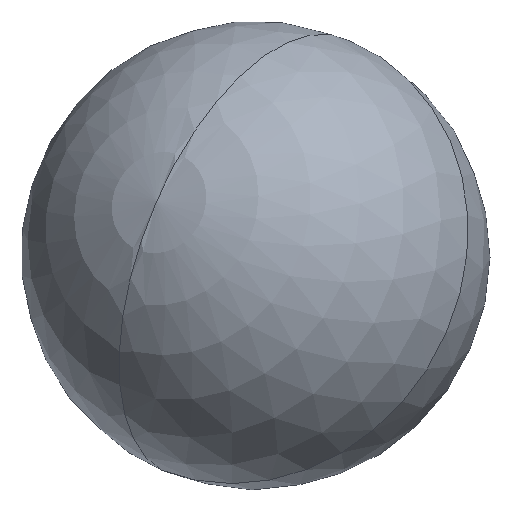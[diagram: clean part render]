
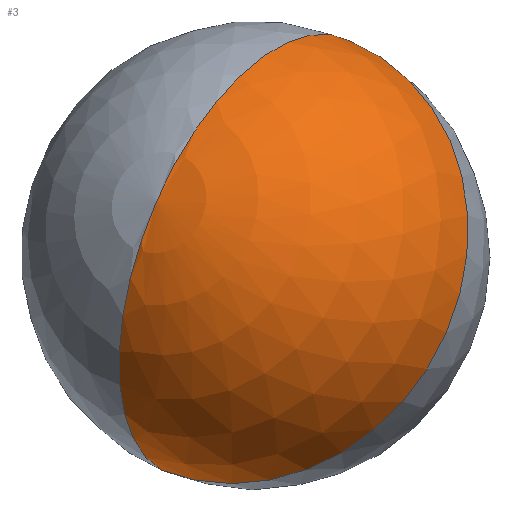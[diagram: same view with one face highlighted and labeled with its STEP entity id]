
A CAD part, isometric view. The second image highlights one B-rep face of the part: STEP entity #3.
In plain terms, the highlighted spherical face has radius 6 mm.
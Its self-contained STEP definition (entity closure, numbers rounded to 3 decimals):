
#3 = ADVANCED_FACE ( 'NONE', ( #132 ), #75, .T. ) ;
#10 = AXIS2_PLACEMENT_3D ( 'NONE', #155, #30, #157 ) ;
#18 = DIRECTION ( 'NONE',  ( -0.71, -0.114, 0.695 ) ) ;
#30 = DIRECTION ( 'NONE',  ( -0.71, -0.114, 0.695 ) ) ;
#37 = AXIS2_PLACEMENT_3D ( 'NONE', #48, #76, #18 ) ;
#47 = CIRCLE ( 'NONE', #10, 6. ) ;
#48 = CARTESIAN_POINT ( 'NONE',  ( -5., -16.3, 5. ) ) ;
#56 = DIRECTION ( 'NONE',  ( 0.71, 0.114, -0.695 ) ) ;
#75 = SPHERICAL_SURFACE ( 'NONE', #91, 6. ) ;
#76 = DIRECTION ( 'NONE',  ( -0.164, 0.986, -0.007 ) ) ;
#85 = CARTESIAN_POINT ( 'NONE',  ( -5., -16.3, 5. ) ) ;
#91 = AXIS2_PLACEMENT_3D ( 'NONE', #85, #56, #164 ) ;
#92 = VERTEX_POINT ( 'NONE', #111 ) ;
#93 = CIRCLE ( 'NONE', #37, 6. ) ;
#95 = ORIENTED_EDGE ( 'NONE', *, *, #137, .F. ) ;
#100 = CARTESIAN_POINT ( 'NONE',  ( -9.108, -17.012, 0.685 ) ) ;
#108 = VERTEX_POINT ( 'NONE', #100 ) ;
#111 = CARTESIAN_POINT ( 'NONE',  ( -0.892, -15.588, 9.315 ) ) ;
#129 = ORIENTED_EDGE ( 'NONE', *, *, #167, .T. ) ;
#132 = FACE_OUTER_BOUND ( 'NONE', #149, .T. ) ;
#137 = EDGE_CURVE ( 'NONE', #108, #92, #93, .T. ) ;
#149 = EDGE_LOOP ( 'NONE', ( #95, #129 ) ) ;
#155 = CARTESIAN_POINT ( 'NONE',  ( -5., -16.3, 5. ) ) ;
#157 = DIRECTION ( 'NONE',  ( 0.164, -0.986, 0.007 ) ) ;
#164 = DIRECTION ( 'NONE',  ( 0.685, 0.119, 0.719 ) ) ;
#167 = EDGE_CURVE ( 'NONE', #108, #92, #47, .T. ) ;
